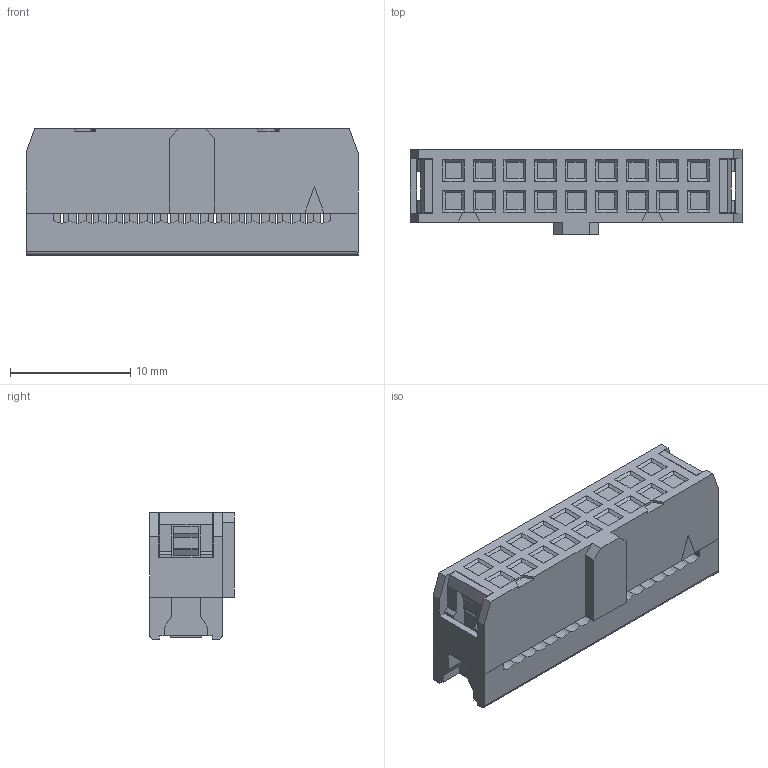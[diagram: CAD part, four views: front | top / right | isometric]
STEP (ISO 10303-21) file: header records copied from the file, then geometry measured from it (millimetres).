
FILE_DESCRIPTION( ('This file contains a STEP AP42 implementation' ,'as created by ZW3D STEP Interface translator.') ,'2;1' );
FILE_NAME( '5212-18YXXXXW01.stp' ,'231214. 95442', (''), ('ZWCAD Software Co.'), 'Version 1.0', 'ZW3D to STEP translator', '' );
FILE_SCHEMA(('AUTOMOTIVE_DESIGN { 1 0 10303 214 1 1 1 1 }'));
Length unit declared in the file: millimetre
Products named in the file (2): 0; 5212-18YXXXXW01
Bounding box: 27.56 x 7 x 10.5 mm (x, y, z)
Volume: 1490.9 mm3; surface area: 1927.9 mm2
Topology: 2 solids, 2 shells, 773 faces, 2124 edges, 1396 vertices
Faces by surface type: plane 601, cylinder 140, bspline 32
Entity records: 25385 total; most frequent: CARTESIAN_POINT 4726, ORIENTED_EDGE 4248, DIRECTION 3880, EDGE_CURVE 2124, VECTOR 1724, LINE 1724, VERTEX_POINT 1396, AXIS2_PLACEMENT_3D 1078
